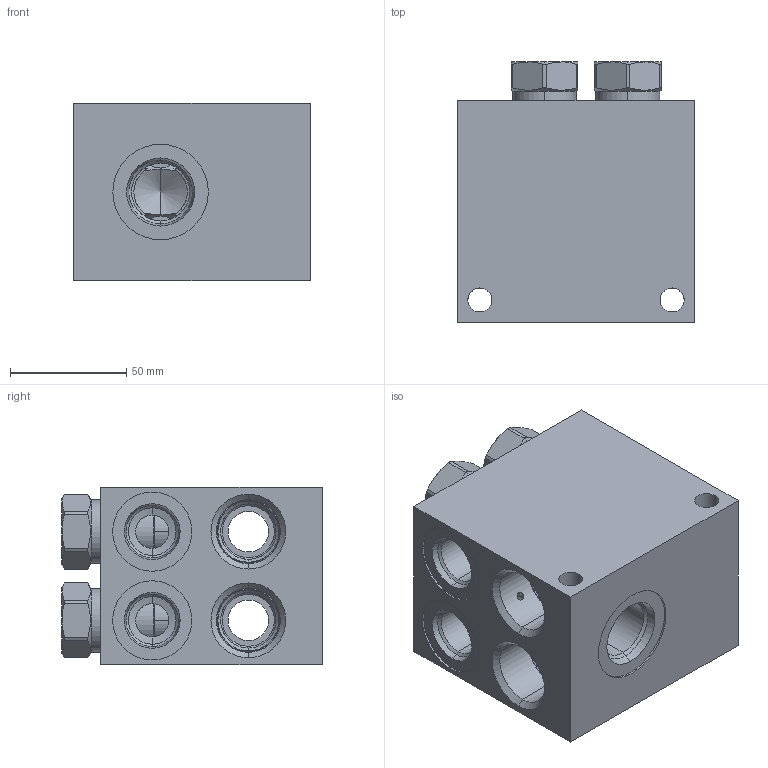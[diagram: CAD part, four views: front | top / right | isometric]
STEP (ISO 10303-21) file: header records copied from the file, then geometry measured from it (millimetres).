
FILE_DESCRIPTION((''),'2;1');
FILE_NAME('BQK_ASM','2024-04-24T',('ProEService'),(''),'PRO/ENGINEER BY PARAMETRIC TECHNOLOGY CORPORATION, 2014200','PRO/ENGINEER BY PARAMETRIC TECHNOLOGY CORPORATION, 2014200','');
FILE_SCHEMA(('CONFIG_CONTROL_DESIGN'));
Length unit declared in the file: inch
Products named in the file (6): 150-233-003; CXFAXAN; CXEDXAN; CSZNXXN; A330-006-004; BQK_ASM
Assembly tree (7 placements, depth 2):
  BQK_ASM
    150-233-003
    CXFAXAN  x2
    CXEDXAN  x2
    CSZNXXN
    A330-006-004
Bounding box: 101.6 x 111.91 x 76.2 mm (x, y, z)
Volume: 622135.4 mm3; surface area: 122281.5 mm2
Topology: 18 solids, 21 shells, 1017 faces, 2751 edges, 2021 vertices
Faces by surface type: cylinder 410, cone 217, plane 188, torus 164, revolution 36, sphere 2
Entity records: 28575 total; most frequent: CARTESIAN_POINT 9085, DIRECTION 4294, ORIENTED_EDGE 3392, EDGE_CURVE 1696, AXIS2_PLACEMENT_3D 1639, VERTEX_POINT 1012, VECTOR 994, LINE 994
